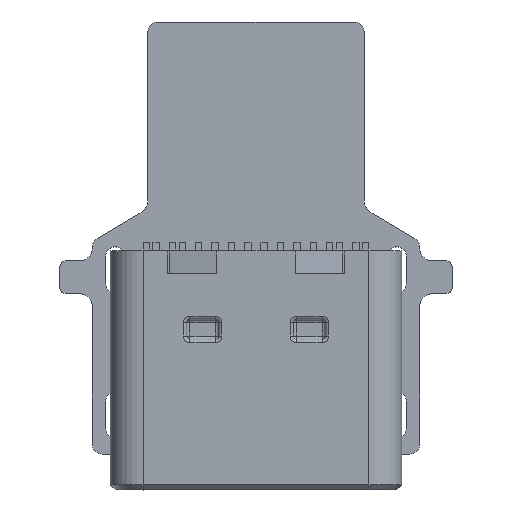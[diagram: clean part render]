
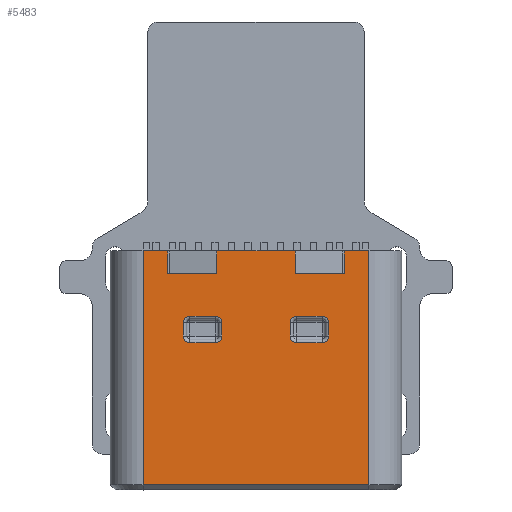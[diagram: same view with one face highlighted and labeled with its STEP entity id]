
A CAD part, top view. The second image highlights one B-rep face of the part: STEP entity #5483.
In plain terms, the highlighted face is planar.
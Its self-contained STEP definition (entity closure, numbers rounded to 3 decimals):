
#5171 = VERTEX_POINT('',#5172);
#5172 = CARTESIAN_POINT('',(-3.45,1.6,-7.35));
#5179 = EDGE_CURVE('',#5180,#5171,#5182,.T.);
#5180 = VERTEX_POINT('',#5181);
#5181 = CARTESIAN_POINT('',(-2.7,1.6,-7.35));
#5182 = LINE('',#5183,#5184);
#5183 = CARTESIAN_POINT('',(-2.7,1.6,-7.35));
#5184 = VECTOR('',#5185,1.);
#5185 = DIRECTION('',(-1.,0.,0.));
#5201 = EDGE_CURVE('',#5202,#5204,#5206,.T.);
#5202 = VERTEX_POINT('',#5203);
#5203 = CARTESIAN_POINT('',(3.45,1.6,-7.35));
#5204 = VERTEX_POINT('',#5205);
#5205 = CARTESIAN_POINT('',(2.7,1.6,-7.35));
#5206 = LINE('',#5207,#5208);
#5207 = CARTESIAN_POINT('',(3.45,1.6,-7.35));
#5208 = VECTOR('',#5209,1.);
#5209 = DIRECTION('',(-1.,0.,0.));
#5267 = VERTEX_POINT('',#5268);
#5268 = CARTESIAN_POINT('',(1.2,1.6,-7.35));
#5324 = VERTEX_POINT('',#5325);
#5325 = CARTESIAN_POINT('',(-1.2,1.6,-7.35));
#5331 = EDGE_CURVE('',#5267,#5324,#5332,.T.);
#5332 = LINE('',#5333,#5334);
#5333 = CARTESIAN_POINT('',(1.2,1.6,-7.35));
#5334 = VECTOR('',#5335,1.);
#5335 = DIRECTION('',(-1.,0.,0.));
#5345 = EDGE_CURVE('',#5180,#5346,#5348,.T.);
#5346 = VERTEX_POINT('',#5347);
#5347 = CARTESIAN_POINT('',(-2.7,1.6,-6.65));
#5348 = LINE('',#5349,#5350);
#5349 = CARTESIAN_POINT('',(-2.7,1.6,-7.35));
#5350 = VECTOR('',#5351,1.);
#5351 = DIRECTION('',(0.,0.,1.));
#5396 = VERTEX_POINT('',#5397);
#5397 = CARTESIAN_POINT('',(-1.2,1.6,-6.65));
#5411 = EDGE_CURVE('',#5346,#5396,#5412,.T.);
#5412 = LINE('',#5413,#5414);
#5413 = CARTESIAN_POINT('',(-2.7,1.6,-6.65));
#5414 = VECTOR('',#5415,1.);
#5415 = DIRECTION('',(1.,0.,0.));
#5483 = ADVANCED_FACE('',(#5484,#5541,#5611),#5681,.T.);
#5484 = FACE_BOUND('',#5485,.T.);
#5485 = EDGE_LOOP('',(#5486,#5494,#5495,#5503,#5511,#5517,#5518,#5524,
    #5525,#5526,#5527,#5535));
#5486 = ORIENTED_EDGE('',*,*,#5487,.T.);
#5487 = EDGE_CURVE('',#5488,#5202,#5490,.T.);
#5488 = VERTEX_POINT('',#5489);
#5489 = CARTESIAN_POINT('',(3.45,1.6,
    -0.2));
#5490 = LINE('',#5491,#5492);
#5491 = CARTESIAN_POINT('',(3.45,1.6,
    -0.2));
#5492 = VECTOR('',#5493,1.);
#5493 = DIRECTION('',(0.,0.,-1.));
#5494 = ORIENTED_EDGE('',*,*,#5201,.T.);
#5495 = ORIENTED_EDGE('',*,*,#5496,.T.);
#5496 = EDGE_CURVE('',#5204,#5497,#5499,.T.);
#5497 = VERTEX_POINT('',#5498);
#5498 = CARTESIAN_POINT('',(2.7,1.6,-6.65));
#5499 = LINE('',#5500,#5501);
#5500 = CARTESIAN_POINT('',(2.7,1.6,-7.35));
#5501 = VECTOR('',#5502,1.);
#5502 = DIRECTION('',(0.,0.,1.));
#5503 = ORIENTED_EDGE('',*,*,#5504,.F.);
#5504 = EDGE_CURVE('',#5505,#5497,#5507,.T.);
#5505 = VERTEX_POINT('',#5506);
#5506 = CARTESIAN_POINT('',(1.2,1.6,-6.65));
#5507 = LINE('',#5508,#5509);
#5508 = CARTESIAN_POINT('',(1.2,1.6,-6.65));
#5509 = VECTOR('',#5510,1.);
#5510 = DIRECTION('',(1.,0.,0.));
#5511 = ORIENTED_EDGE('',*,*,#5512,.F.);
#5512 = EDGE_CURVE('',#5267,#5505,#5513,.T.);
#5513 = LINE('',#5514,#5515);
#5514 = CARTESIAN_POINT('',(1.2,1.6,-7.35));
#5515 = VECTOR('',#5516,1.);
#5516 = DIRECTION('',(0.,0.,1.));
#5517 = ORIENTED_EDGE('',*,*,#5331,.T.);
#5518 = ORIENTED_EDGE('',*,*,#5519,.T.);
#5519 = EDGE_CURVE('',#5324,#5396,#5520,.T.);
#5520 = LINE('',#5521,#5522);
#5521 = CARTESIAN_POINT('',(-1.2,1.6,-7.35));
#5522 = VECTOR('',#5523,1.);
#5523 = DIRECTION('',(0.,0.,1.));
#5524 = ORIENTED_EDGE('',*,*,#5411,.F.);
#5525 = ORIENTED_EDGE('',*,*,#5345,.F.);
#5526 = ORIENTED_EDGE('',*,*,#5179,.T.);
#5527 = ORIENTED_EDGE('',*,*,#5528,.F.);
#5528 = EDGE_CURVE('',#5529,#5171,#5531,.T.);
#5529 = VERTEX_POINT('',#5530);
#5530 = CARTESIAN_POINT('',(-3.45,1.6,-0.2));
#5531 = LINE('',#5532,#5533);
#5532 = CARTESIAN_POINT('',(-3.45,1.6,
    -0.2));
#5533 = VECTOR('',#5534,1.);
#5534 = DIRECTION('',(0.,0.,-1.));
#5535 = ORIENTED_EDGE('',*,*,#5536,.F.);
#5536 = EDGE_CURVE('',#5488,#5529,#5537,.T.);
#5537 = LINE('',#5538,#5539);
#5538 = CARTESIAN_POINT('',(3.45,1.6,
    -0.2));
#5539 = VECTOR('',#5540,1.);
#5540 = DIRECTION('',(-1.,0.,0.));
#5541 = FACE_BOUND('',#5542,.T.);
#5542 = EDGE_LOOP('',(#5543,#5554,#5562,#5571,#5579,#5588,#5596,#5605));
#5543 = ORIENTED_EDGE('',*,*,#5544,.T.);
#5544 = EDGE_CURVE('',#5545,#5547,#5549,.T.);
#5545 = VERTEX_POINT('',#5546);
#5546 = CARTESIAN_POINT('',(-1.24,1.6,-5.35));
#5547 = VERTEX_POINT('',#5548);
#5548 = CARTESIAN_POINT('',(-1.04,1.6,-5.15));
#5549 = CIRCLE('',#5550,0.2);
#5550 = AXIS2_PLACEMENT_3D('',#5551,#5552,#5553);
#5551 = CARTESIAN_POINT('',(-1.24,1.6,-5.15));
#5552 = DIRECTION('',(0.,-1.,0.));
#5553 = DIRECTION('',(0.,0.,-1.));
#5554 = ORIENTED_EDGE('',*,*,#5555,.T.);
#5555 = EDGE_CURVE('',#5547,#5556,#5558,.T.);
#5556 = VERTEX_POINT('',#5557);
#5557 = CARTESIAN_POINT('',(-1.04,1.6,-4.75));
#5558 = LINE('',#5559,#5560);
#5559 = CARTESIAN_POINT('',(-1.04,1.6,-5.15));
#5560 = VECTOR('',#5561,1.);
#5561 = DIRECTION('',(0.,0.,1.));
#5562 = ORIENTED_EDGE('',*,*,#5563,.T.);
#5563 = EDGE_CURVE('',#5556,#5564,#5566,.T.);
#5564 = VERTEX_POINT('',#5565);
#5565 = CARTESIAN_POINT('',(-1.24,1.6,-4.55));
#5566 = CIRCLE('',#5567,0.2);
#5567 = AXIS2_PLACEMENT_3D('',#5568,#5569,#5570);
#5568 = CARTESIAN_POINT('',(-1.24,1.6,-4.75));
#5569 = DIRECTION('',(0.,-1.,0.));
#5570 = DIRECTION('',(1.,0.,0.));
#5571 = ORIENTED_EDGE('',*,*,#5572,.T.);
#5572 = EDGE_CURVE('',#5564,#5573,#5575,.T.);
#5573 = VERTEX_POINT('',#5574);
#5574 = CARTESIAN_POINT('',(-2.02,1.6,-4.55));
#5575 = LINE('',#5576,#5577);
#5576 = CARTESIAN_POINT('',(-1.24,1.6,-4.55));
#5577 = VECTOR('',#5578,1.);
#5578 = DIRECTION('',(-1.,0.,0.));
#5579 = ORIENTED_EDGE('',*,*,#5580,.T.);
#5580 = EDGE_CURVE('',#5573,#5581,#5583,.T.);
#5581 = VERTEX_POINT('',#5582);
#5582 = CARTESIAN_POINT('',(-2.22,1.6,-4.75));
#5583 = CIRCLE('',#5584,0.2);
#5584 = AXIS2_PLACEMENT_3D('',#5585,#5586,#5587);
#5585 = CARTESIAN_POINT('',(-2.02,1.6,-4.75));
#5586 = DIRECTION('',(0.,-1.,0.));
#5587 = DIRECTION('',(0.,0.,1.));
#5588 = ORIENTED_EDGE('',*,*,#5589,.T.);
#5589 = EDGE_CURVE('',#5581,#5590,#5592,.T.);
#5590 = VERTEX_POINT('',#5591);
#5591 = CARTESIAN_POINT('',(-2.22,1.6,-5.15));
#5592 = LINE('',#5593,#5594);
#5593 = CARTESIAN_POINT('',(-2.22,1.6,-4.75));
#5594 = VECTOR('',#5595,1.);
#5595 = DIRECTION('',(0.,0.,-1.));
#5596 = ORIENTED_EDGE('',*,*,#5597,.T.);
#5597 = EDGE_CURVE('',#5590,#5598,#5600,.T.);
#5598 = VERTEX_POINT('',#5599);
#5599 = CARTESIAN_POINT('',(-2.02,1.6,-5.35));
#5600 = CIRCLE('',#5601,0.2);
#5601 = AXIS2_PLACEMENT_3D('',#5602,#5603,#5604);
#5602 = CARTESIAN_POINT('',(-2.02,1.6,-5.15));
#5603 = DIRECTION('',(0.,-1.,0.));
#5604 = DIRECTION('',(-1.,0.,0.));
#5605 = ORIENTED_EDGE('',*,*,#5606,.T.);
#5606 = EDGE_CURVE('',#5598,#5545,#5607,.T.);
#5607 = LINE('',#5608,#5609);
#5608 = CARTESIAN_POINT('',(-2.02,1.6,-5.35));
#5609 = VECTOR('',#5610,1.);
#5610 = DIRECTION('',(1.,0.,0.));
#5611 = FACE_BOUND('',#5612,.T.);
#5612 = EDGE_LOOP('',(#5613,#5624,#5632,#5641,#5649,#5658,#5666,#5675));
#5613 = ORIENTED_EDGE('',*,*,#5614,.T.);
#5614 = EDGE_CURVE('',#5615,#5617,#5619,.T.);
#5615 = VERTEX_POINT('',#5616);
#5616 = CARTESIAN_POINT('',(1.24,1.6,-4.55));
#5617 = VERTEX_POINT('',#5618);
#5618 = CARTESIAN_POINT('',(1.04,1.6,-4.75));
#5619 = CIRCLE('',#5620,0.2);
#5620 = AXIS2_PLACEMENT_3D('',#5621,#5622,#5623);
#5621 = CARTESIAN_POINT('',(1.24,1.6,-4.75));
#5622 = DIRECTION('',(0.,-1.,0.));
#5623 = DIRECTION('',(0.,0.,1.));
#5624 = ORIENTED_EDGE('',*,*,#5625,.T.);
#5625 = EDGE_CURVE('',#5617,#5626,#5628,.T.);
#5626 = VERTEX_POINT('',#5627);
#5627 = CARTESIAN_POINT('',(1.04,1.6,-5.15));
#5628 = LINE('',#5629,#5630);
#5629 = CARTESIAN_POINT('',(1.04,1.6,-4.75));
#5630 = VECTOR('',#5631,1.);
#5631 = DIRECTION('',(0.,0.,-1.));
#5632 = ORIENTED_EDGE('',*,*,#5633,.T.);
#5633 = EDGE_CURVE('',#5626,#5634,#5636,.T.);
#5634 = VERTEX_POINT('',#5635);
#5635 = CARTESIAN_POINT('',(1.24,1.6,-5.35));
#5636 = CIRCLE('',#5637,0.2);
#5637 = AXIS2_PLACEMENT_3D('',#5638,#5639,#5640);
#5638 = CARTESIAN_POINT('',(1.24,1.6,-5.15));
#5639 = DIRECTION('',(0.,-1.,0.));
#5640 = DIRECTION('',(-1.,0.,0.));
#5641 = ORIENTED_EDGE('',*,*,#5642,.T.);
#5642 = EDGE_CURVE('',#5634,#5643,#5645,.T.);
#5643 = VERTEX_POINT('',#5644);
#5644 = CARTESIAN_POINT('',(2.02,1.6,-5.35));
#5645 = LINE('',#5646,#5647);
#5646 = CARTESIAN_POINT('',(1.24,1.6,-5.35));
#5647 = VECTOR('',#5648,1.);
#5648 = DIRECTION('',(1.,0.,0.));
#5649 = ORIENTED_EDGE('',*,*,#5650,.T.);
#5650 = EDGE_CURVE('',#5643,#5651,#5653,.T.);
#5651 = VERTEX_POINT('',#5652);
#5652 = CARTESIAN_POINT('',(2.22,1.6,-5.15));
#5653 = CIRCLE('',#5654,0.2);
#5654 = AXIS2_PLACEMENT_3D('',#5655,#5656,#5657);
#5655 = CARTESIAN_POINT('',(2.02,1.6,-5.15));
#5656 = DIRECTION('',(0.,-1.,0.));
#5657 = DIRECTION('',(0.,0.,-1.));
#5658 = ORIENTED_EDGE('',*,*,#5659,.T.);
#5659 = EDGE_CURVE('',#5651,#5660,#5662,.T.);
#5660 = VERTEX_POINT('',#5661);
#5661 = CARTESIAN_POINT('',(2.22,1.6,-4.75));
#5662 = LINE('',#5663,#5664);
#5663 = CARTESIAN_POINT('',(2.22,1.6,-5.15));
#5664 = VECTOR('',#5665,1.);
#5665 = DIRECTION('',(0.,0.,1.));
#5666 = ORIENTED_EDGE('',*,*,#5667,.T.);
#5667 = EDGE_CURVE('',#5660,#5668,#5670,.T.);
#5668 = VERTEX_POINT('',#5669);
#5669 = CARTESIAN_POINT('',(2.02,1.6,-4.55));
#5670 = CIRCLE('',#5671,0.2);
#5671 = AXIS2_PLACEMENT_3D('',#5672,#5673,#5674);
#5672 = CARTESIAN_POINT('',(2.02,1.6,-4.75));
#5673 = DIRECTION('',(0.,-1.,0.));
#5674 = DIRECTION('',(1.,0.,0.));
#5675 = ORIENTED_EDGE('',*,*,#5676,.T.);
#5676 = EDGE_CURVE('',#5668,#5615,#5677,.T.);
#5677 = LINE('',#5678,#5679);
#5678 = CARTESIAN_POINT('',(2.02,1.6,-4.55));
#5679 = VECTOR('',#5680,1.);
#5680 = DIRECTION('',(-1.,0.,0.));
#5681 = PLANE('',#5682);
#5682 = AXIS2_PLACEMENT_3D('',#5683,#5684,#5685);
#5683 = CARTESIAN_POINT('',(3.45,1.6,0.));
#5684 = DIRECTION('',(0.,1.,0.));
#5685 = DIRECTION('',(1.,0.,-0.));
